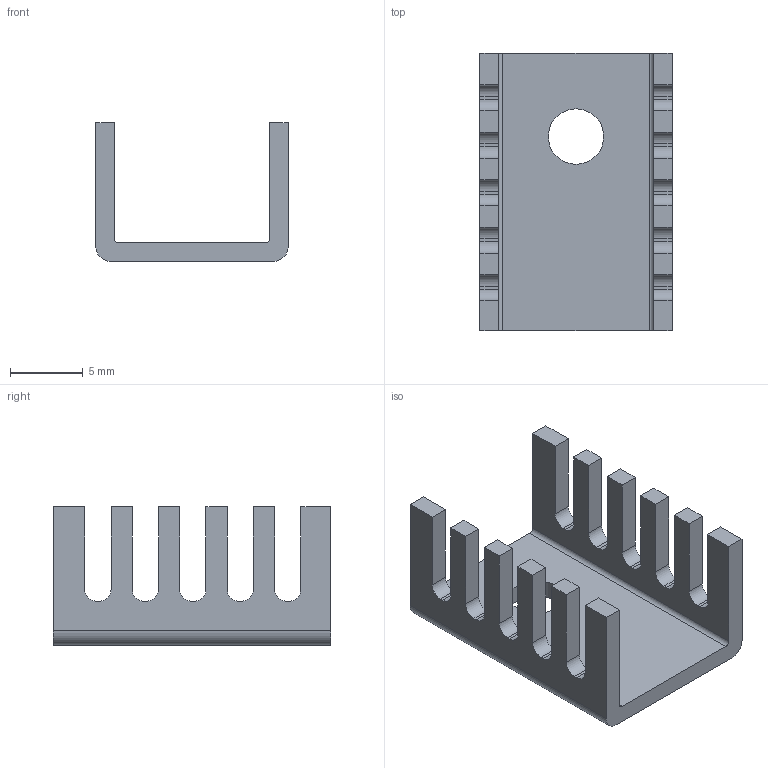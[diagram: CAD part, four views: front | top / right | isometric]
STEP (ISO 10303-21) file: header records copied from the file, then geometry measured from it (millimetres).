
FILE_DESCRIPTION(/* description */ ('Unknown','CAx-IF Rec.Pracs.---Representation and Presentation of Product Manufacturing Information (PMI)---4.0---2014-10-13','CAx-IF Rec.Pracs.---3D Tessellated Geometry---0.4---2014-09-14','2;1'),/* implementation_level */ '2;1');
FILE_NAME(/* name */ '577102B00000G',/* time_stamp */ '2023-03-28T11:55:12+02:00',/* author */ ('Unknown'),/* organization */ ('Unknown'),/* preprocessor_version */ 'ST-DEVELOPER v18.1',/* originating_system */ 'Solid Edge',/* authorisation */ 'Unknown');
FILE_SCHEMA (('AP242_MANAGED_MODEL_BASED_3D_ENGINEERING_MIM_LF { 1 0 10303 442 1 1 4 }'));
Length unit declared in the file: millimetre
Products named in the file (1): 577102B00000G
Bounding box: 13.21 x 19.05 x 9.52 mm (x, y, z)
Volume: 551.4 mm3; surface area: 1153.2 mm2
Topology: 1 solids, 1 shells, 75 faces, 219 edges, 146 vertices
Faces by surface type: plane 50, cylinder 25
Full cylindrical faces by diameter (mm): 3.81 x1
Entity records: 2510 total; most frequent: CARTESIAN_POINT 441, ORIENTED_EDGE 436, DIRECTION 422, EDGE_CURVE 218, LINE 168, VECTOR 168, VERTEX_POINT 146, AXIS2_PLACEMENT_3D 127
